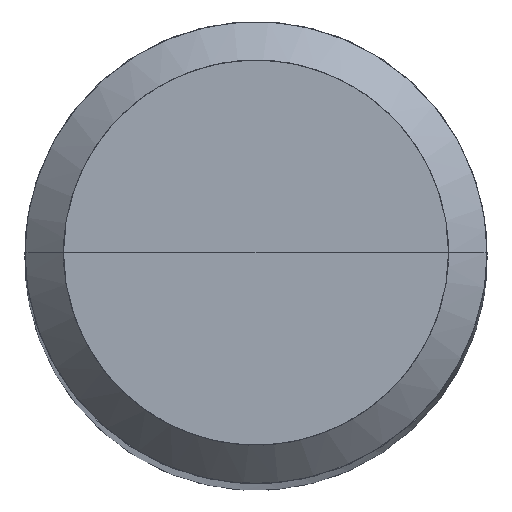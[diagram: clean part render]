
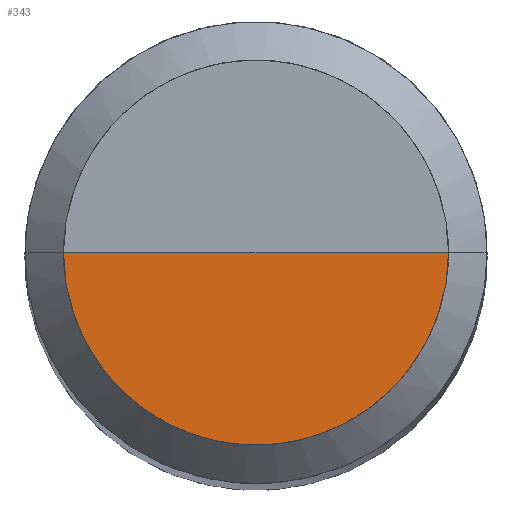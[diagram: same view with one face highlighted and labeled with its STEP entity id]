
A CAD part, top view. The second image highlights one B-rep face of the part: STEP entity #343.
In plain terms, the highlighted free-form (B-spline) face has degree [1, 2] with [2, 5] control points.
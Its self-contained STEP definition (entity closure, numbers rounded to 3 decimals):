
#83=CARTESIAN_POINT('',(-2.5,0.,49.635));
#84=CARTESIAN_POINT('',(-2.5,-2.5,49.635));
#85=CARTESIAN_POINT('',(0.,-2.5,49.635));
#86=CARTESIAN_POINT('',(2.5,-2.5,49.635));
#87=CARTESIAN_POINT('',(2.5,0.,49.635));
#88=CARTESIAN_POINT('',(0.,0.,49.635));
#328=(
BOUNDED_SURFACE()
B_SPLINE_SURFACE(1,2,(
(#83,#84,#85,#86,#87),
(#88,#88,#88,#88,#88)
), .UNSPECIFIED.,.F.,.F.,.F.)
B_SPLINE_SURFACE_WITH_KNOTS((2,2),(3,2,3),(
0.,1.),(
0.,0.5,1.), .UNSPECIFIED.)
GEOMETRIC_REPRESENTATION_ITEM()
RATIONAL_B_SPLINE_SURFACE(((1.,0.707,1.,0.707,1.),
(1.,0.707,1.,0.707,1.)
))
REPRESENTATION_ITEM('')
SURFACE()
);
#329=(
BOUNDED_CURVE()
B_SPLINE_CURVE(2,(#87,#86,#85,#84,#83),.UNSPECIFIED.,.F.,.F.)
B_SPLINE_CURVE_WITH_KNOTS((3,2,3),
(0.,0.5,1.),.UNSPECIFIED.)
CURVE()
GEOMETRIC_REPRESENTATION_ITEM()
RATIONAL_B_SPLINE_CURVE((1.,0.707,1.,0.707,1.))
REPRESENTATION_ITEM('')
);
#330=(
BOUNDED_CURVE()
B_SPLINE_CURVE(1,(#83,#88),.UNSPECIFIED.,.F.,.F.)
B_SPLINE_CURVE_WITH_KNOTS((2,2),
(0.,1.),.UNSPECIFIED.)
CURVE()
GEOMETRIC_REPRESENTATION_ITEM()
RATIONAL_B_SPLINE_CURVE((1.,1.))
REPRESENTATION_ITEM('')
);
#331=(
BOUNDED_CURVE()
B_SPLINE_CURVE(1,(#88,#87),.UNSPECIFIED.,.F.,.F.)
B_SPLINE_CURVE_WITH_KNOTS((2,2),
(0.,1.),.UNSPECIFIED.)
CURVE()
GEOMETRIC_REPRESENTATION_ITEM()
RATIONAL_B_SPLINE_CURVE((1.,1.))
REPRESENTATION_ITEM('')
);
#332=VERTEX_POINT('',#83);
#333=VERTEX_POINT('',#87);
#334=VERTEX_POINT('',#88);
#335=EDGE_CURVE('',#333,#332,#329,.T.);
#336=EDGE_CURVE('',#332,#334,#330,.T.);
#337=EDGE_CURVE('',#334,#333,#331,.T.);
#338=ORIENTED_EDGE('',*,*,#335,.T.);
#339=ORIENTED_EDGE('',*,*,#336,.T.);
#340=ORIENTED_EDGE('',*,*,#337,.T.);
#341=EDGE_LOOP('',(#338,#339,#340));
#342=FACE_OUTER_BOUND('',#341,.T.);
#343=ADVANCED_FACE('',(#342),#328,.T.);
